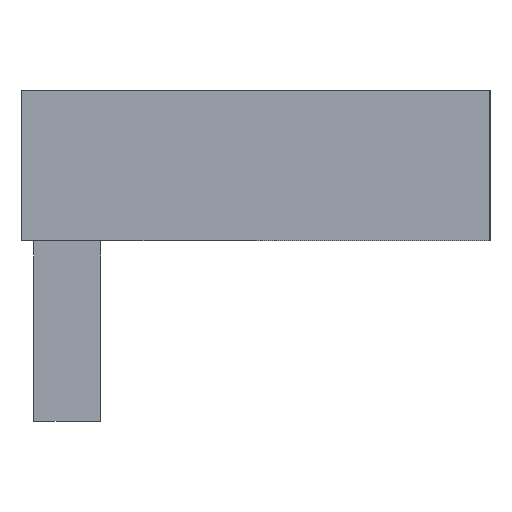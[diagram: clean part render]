
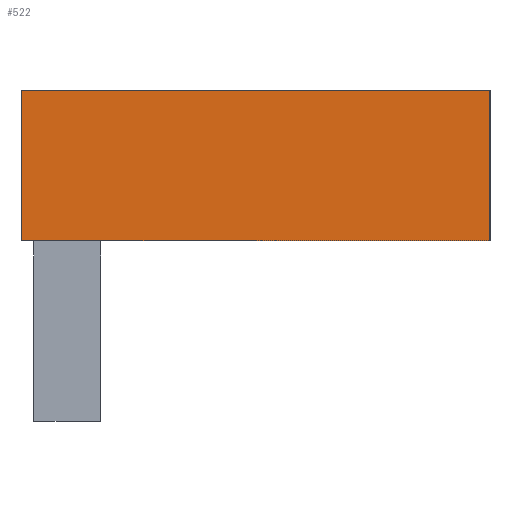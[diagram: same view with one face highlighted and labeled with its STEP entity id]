
A CAD part, left-side view. The second image highlights one B-rep face of the part: STEP entity #522.
In plain terms, the highlighted planar face has unit normal (-1, 0, 0).
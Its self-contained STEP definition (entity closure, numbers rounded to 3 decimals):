
#406 = EDGE_CURVE('',#407,#409,#411,.T.);
#407 = VERTEX_POINT('',#408);
#408 = CARTESIAN_POINT('',(-1461.6,761.25,0.));
#409 = VERTEX_POINT('',#410);
#410 = CARTESIAN_POINT('',(-1461.6,761.25,685.125));
#411 = SURFACE_CURVE('',#412,(#416,#428),.PCURVE_S1.);
#412 = LINE('',#413,#414);
#413 = CARTESIAN_POINT('',(-1461.6,761.25,0.));
#414 = VECTOR('',#415,1.);
#415 = DIRECTION('',(0.,0.,1.));
#416 = PCURVE('',#417,#422);
#417 = PLANE('',#418);
#418 = AXIS2_PLACEMENT_3D('',#419,#420,#421);
#419 = CARTESIAN_POINT('',(-1461.6,761.25,0.));
#420 = DIRECTION('',(0.,1.,0.));
#421 = DIRECTION('',(1.,0.,0.));
#422 = DEFINITIONAL_REPRESENTATION('',(#423),#427);
#423 = LINE('',#424,#425);
#424 = CARTESIAN_POINT('',(0.,0.));
#425 = VECTOR('',#426,1.);
#426 = DIRECTION('',(0.,-1.));
#427 = ( GEOMETRIC_REPRESENTATION_CONTEXT(2) 
PARAMETRIC_REPRESENTATION_CONTEXT() REPRESENTATION_CONTEXT('2D SPACE',''
  ) );
#428 = PCURVE('',#429,#434);
#429 = PLANE('',#430);
#430 = AXIS2_PLACEMENT_3D('',#431,#432,#433);
#431 = CARTESIAN_POINT('',(-1461.6,-1370.25,0.));
#432 = DIRECTION('',(-1.,0.,0.));
#433 = DIRECTION('',(0.,1.,0.));
#434 = DEFINITIONAL_REPRESENTATION('',(#435),#439);
#435 = LINE('',#436,#437);
#436 = CARTESIAN_POINT('',(2131.5,0.));
#437 = VECTOR('',#438,1.);
#438 = DIRECTION('',(0.,-1.));
#439 = ( GEOMETRIC_REPRESENTATION_CONTEXT(2) 
PARAMETRIC_REPRESENTATION_CONTEXT() REPRESENTATION_CONTEXT('2D SPACE',''
  ) );
#457 = PLANE('',#458);
#458 = AXIS2_PLACEMENT_3D('',#459,#460,#461);
#459 = CARTESIAN_POINT('',(-1461.6,761.25,685.125));
#460 = DIRECTION('',(0.,0.,1.));
#461 = DIRECTION('',(1.,0.,0.));
#511 = PLANE('',#512);
#512 = AXIS2_PLACEMENT_3D('',#513,#514,#515);
#513 = CARTESIAN_POINT('',(-1461.6,761.25,0.));
#514 = DIRECTION('',(0.,0.,1.));
#515 = DIRECTION('',(1.,0.,0.));
#522 = ADVANCED_FACE('',(#523),#429,.T.);
#523 = FACE_BOUND('',#524,.T.);
#524 = EDGE_LOOP('',(#525,#555,#576,#577));
#525 = ORIENTED_EDGE('',*,*,#526,.T.);
#526 = EDGE_CURVE('',#527,#529,#531,.T.);
#527 = VERTEX_POINT('',#528);
#528 = CARTESIAN_POINT('',(-1461.6,-1370.25,0.));
#529 = VERTEX_POINT('',#530);
#530 = CARTESIAN_POINT('',(-1461.6,-1370.25,685.125));
#531 = SURFACE_CURVE('',#532,(#536,#543),.PCURVE_S1.);
#532 = LINE('',#533,#534);
#533 = CARTESIAN_POINT('',(-1461.6,-1370.25,0.));
#534 = VECTOR('',#535,1.);
#535 = DIRECTION('',(0.,0.,1.));
#536 = PCURVE('',#429,#537);
#537 = DEFINITIONAL_REPRESENTATION('',(#538),#542);
#538 = LINE('',#539,#540);
#539 = CARTESIAN_POINT('',(0.,0.));
#540 = VECTOR('',#541,1.);
#541 = DIRECTION('',(0.,-1.));
#542 = ( GEOMETRIC_REPRESENTATION_CONTEXT(2) 
PARAMETRIC_REPRESENTATION_CONTEXT() REPRESENTATION_CONTEXT('2D SPACE',''
  ) );
#543 = PCURVE('',#544,#549);
#544 = PLANE('',#545);
#545 = AXIS2_PLACEMENT_3D('',#546,#547,#548);
#546 = CARTESIAN_POINT('',(-609.,-1370.25,0.));
#547 = DIRECTION('',(0.,-1.,0.));
#548 = DIRECTION('',(-1.,0.,0.));
#549 = DEFINITIONAL_REPRESENTATION('',(#550),#554);
#550 = LINE('',#551,#552);
#551 = CARTESIAN_POINT('',(852.6,0.));
#552 = VECTOR('',#553,1.);
#553 = DIRECTION('',(0.,-1.));
#554 = ( GEOMETRIC_REPRESENTATION_CONTEXT(2) 
PARAMETRIC_REPRESENTATION_CONTEXT() REPRESENTATION_CONTEXT('2D SPACE',''
  ) );
#555 = ORIENTED_EDGE('',*,*,#556,.T.);
#556 = EDGE_CURVE('',#529,#409,#557,.T.);
#557 = SURFACE_CURVE('',#558,(#562,#569),.PCURVE_S1.);
#558 = LINE('',#559,#560);
#559 = CARTESIAN_POINT('',(-1461.6,-1370.25,685.125));
#560 = VECTOR('',#561,1.);
#561 = DIRECTION('',(0.,1.,0.));
#562 = PCURVE('',#429,#563);
#563 = DEFINITIONAL_REPRESENTATION('',(#564),#568);
#564 = LINE('',#565,#566);
#565 = CARTESIAN_POINT('',(0.,-685.125));
#566 = VECTOR('',#567,1.);
#567 = DIRECTION('',(1.,0.));
#568 = ( GEOMETRIC_REPRESENTATION_CONTEXT(2) 
PARAMETRIC_REPRESENTATION_CONTEXT() REPRESENTATION_CONTEXT('2D SPACE',''
  ) );
#569 = PCURVE('',#457,#570);
#570 = DEFINITIONAL_REPRESENTATION('',(#571),#575);
#571 = LINE('',#572,#573);
#572 = CARTESIAN_POINT('',(0.,-2131.5));
#573 = VECTOR('',#574,1.);
#574 = DIRECTION('',(0.,1.));
#575 = ( GEOMETRIC_REPRESENTATION_CONTEXT(2) 
PARAMETRIC_REPRESENTATION_CONTEXT() REPRESENTATION_CONTEXT('2D SPACE',''
  ) );
#576 = ORIENTED_EDGE('',*,*,#406,.F.);
#577 = ORIENTED_EDGE('',*,*,#578,.F.);
#578 = EDGE_CURVE('',#527,#407,#579,.T.);
#579 = SURFACE_CURVE('',#580,(#584,#591),.PCURVE_S1.);
#580 = LINE('',#581,#582);
#581 = CARTESIAN_POINT('',(-1461.6,-1370.25,0.));
#582 = VECTOR('',#583,1.);
#583 = DIRECTION('',(0.,1.,0.));
#584 = PCURVE('',#429,#585);
#585 = DEFINITIONAL_REPRESENTATION('',(#586),#590);
#586 = LINE('',#587,#588);
#587 = CARTESIAN_POINT('',(0.,0.));
#588 = VECTOR('',#589,1.);
#589 = DIRECTION('',(1.,0.));
#590 = ( GEOMETRIC_REPRESENTATION_CONTEXT(2) 
PARAMETRIC_REPRESENTATION_CONTEXT() REPRESENTATION_CONTEXT('2D SPACE',''
  ) );
#591 = PCURVE('',#511,#592);
#592 = DEFINITIONAL_REPRESENTATION('',(#593),#597);
#593 = LINE('',#594,#595);
#594 = CARTESIAN_POINT('',(0.,-2131.5));
#595 = VECTOR('',#596,1.);
#596 = DIRECTION('',(0.,1.));
#597 = ( GEOMETRIC_REPRESENTATION_CONTEXT(2) 
PARAMETRIC_REPRESENTATION_CONTEXT() REPRESENTATION_CONTEXT('2D SPACE',''
  ) );
